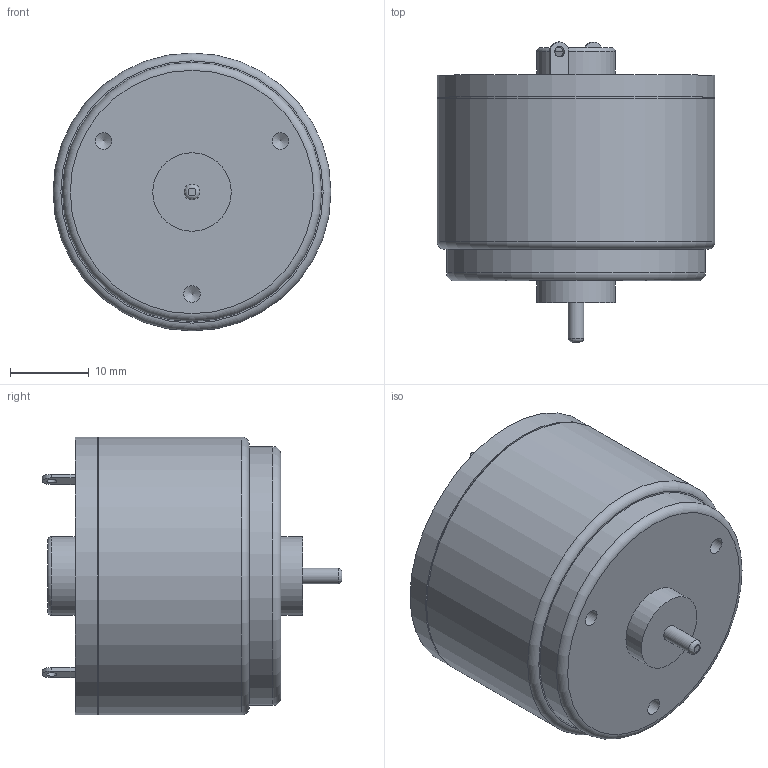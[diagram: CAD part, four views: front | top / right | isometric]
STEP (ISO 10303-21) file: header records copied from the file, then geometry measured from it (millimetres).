
FILE_DESCRIPTION((''),'2;1');
FILE_NAME('TP-3526A.STP','2013-06-14T13:23:47',('SSEGAWA'),(''),'Autodesk Inventor 2010','Autodesk Inventor 2010','');
FILE_SCHEMA(('CONFIG_CONTROL_DESIGN'));
Length unit declared in the file: millimetre
Products named in the file (1): tp_3526a,b,c,j
Bounding box: 35.4 x 38.2 x 35.4 mm (x, y, z)
Volume: 25703.5 mm3; surface area: 5127.2 mm2
Topology: 1 solids, 1 shells, 39 faces, 84 edges, 56 vertices
Faces by surface type: plane 17, cylinder 10, bspline 9, torus 3
Full cylindrical faces by diameter (mm): 2 x1, 4 x1, 10 x2, 33 x1, 35 x1, 35.4 x2
Entity records: 1060 total; most frequent: CARTESIAN_POINT 320, DIRECTION 150, ORIENTED_EDGE 108, EDGE_LOOP 72, AXIS2_PLACEMENT_3D 65, EDGE_CURVE 54, VERTEX_POINT 46, FACE_OUTER_BOUND 39
